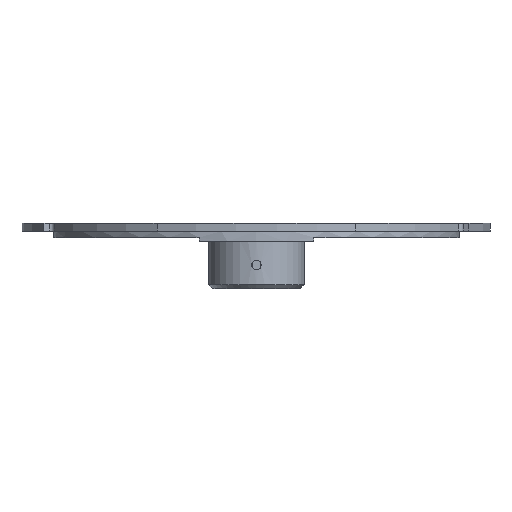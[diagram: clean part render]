
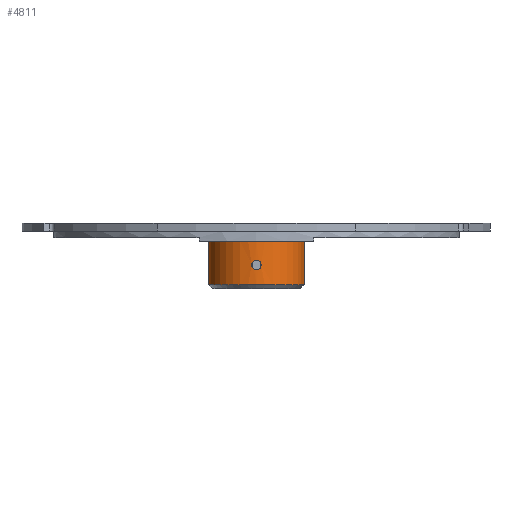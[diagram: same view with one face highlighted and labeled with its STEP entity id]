
A CAD part, front view. The second image highlights one B-rep face of the part: STEP entity #4811.
In plain terms, the highlighted cylindrical face has radius 12.5 mm (diameter 25 mm), a partial arc.
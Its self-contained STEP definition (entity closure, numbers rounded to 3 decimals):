
#61 = DIRECTION ( 'NONE',  ( 0., 0., 1. ) ) ;
#65 = VERTEX_POINT ( 'NONE', #4035 ) ;
#148 = CYLINDRICAL_SURFACE ( 'NONE', #1451, 12.5 ) ;
#162 = CIRCLE ( 'NONE', #2562, 12.5 ) ;
#200 = DIRECTION ( 'NONE',  ( 0., 0., 1. ) ) ;
#253 = DIRECTION ( 'NONE',  ( 0., 0., 1. ) ) ;
#292 = CARTESIAN_POINT ( 'NONE',  ( 0.328, -12.497, -4.933 ) ) ;
#310 = CARTESIAN_POINT ( 'NONE',  ( -0.403, -12.494, -4.964 ) ) ;
#609 = DIRECTION ( 'NONE',  ( 0., 0., -1. ) ) ;
#616 = VERTEX_POINT ( 'NONE', #4132 ) ;
#693 = CARTESIAN_POINT ( 'NONE',  ( 1.25, -12.437, -6.314 ) ) ;
#777 = CARTESIAN_POINT ( 'NONE',  ( -0.164, -12.499, -4.908 ) ) ;
#813 = CARTESIAN_POINT ( 'NONE',  ( 0., -12.5, -7.4 ) ) ;
#1006 = AXIS2_PLACEMENT_3D ( 'NONE', #2693, #200, #3925 ) ;
#1036 = EDGE_CURVE ( 'NONE', #4085, #616, #5177, .T. ) ;
#1103 = B_SPLINE_CURVE_WITH_KNOTS ( 'NONE', 3,
 ( #4036, #2791, #4055, #4796, #2323, #3571, #4389, #1912, #2337, #5236, #4447, #1109, #1544, #2376, #5279, #310, #3198, #777, #5316, #4896 ),
 .UNSPECIFIED., .F., .F.,
 ( 4, 2, 2, 2, 2, 2, 2, 2, 2, 4 ),
 ( 0., 0., 0.001, 0.001, 0.002, 0.002, 0.003, 0.003, 0.004, 0.004 ),
 .UNSPECIFIED. ) ;
#1109 = CARTESIAN_POINT ( 'NONE',  ( -1.092, -12.452, -5.521 ) ) ;
#1451 = AXIS2_PLACEMENT_3D ( 'NONE', #2138, #61, #3744 ) ;
#1471 = DIRECTION ( 'NONE',  ( 0., 0., 1. ) ) ;
#1523 = CARTESIAN_POINT ( 'NONE',  ( 1.092, -12.452, -6.779 ) ) ;
#1544 = CARTESIAN_POINT ( 'NONE',  ( -1.001, -12.46, -5.383 ) ) ;
#1575 = FACE_OUTER_BOUND ( 'NONE', #4021, .T. ) ;
#1607 = CIRCLE ( 'NONE', #1006, 12.5 ) ;
#1666 = EDGE_CURVE ( 'NONE', #3087, #2383, #1103, .T. ) ;
#1764 = ORIENTED_EDGE ( 'NONE', *, *, #1889, .T. ) ;
#1838 = LINE ( 'NONE', #3142, #5028 ) ;
#1889 = EDGE_CURVE ( 'NONE', #4085, #65, #1607, .T. ) ;
#1912 = CARTESIAN_POINT ( 'NONE',  ( -1.217, -12.441, -6.478 ) ) ;
#1946 = CARTESIAN_POINT ( 'NONE',  ( 1.217, -12.441, -5.822 ) ) ;
#2138 = CARTESIAN_POINT ( 'NONE',  ( 0., 0., -12.3 ) ) ;
#2323 = CARTESIAN_POINT ( 'NONE',  ( -0.769, -12.477, -7.149 ) ) ;
#2336 = CARTESIAN_POINT ( 'NONE',  ( 0.768, -12.477, -5.15 ) ) ;
#2337 = CARTESIAN_POINT ( 'NONE',  ( -1.25, -12.437, -6.314 ) ) ;
#2374 = CARTESIAN_POINT ( 'NONE',  ( 1.25, -12.437, -5.984 ) ) ;
#2376 = CARTESIAN_POINT ( 'NONE',  ( -0.767, -12.477, -5.15 ) ) ;
#2383 = VERTEX_POINT ( 'NONE', #5217 ) ;
#2393 = CARTESIAN_POINT ( 'NONE',  ( 0.63, -12.485, -7.242 ) ) ;
#2411 = CARTESIAN_POINT ( 'NONE',  ( 0., -12.5, -7.4 ) ) ;
#2562 = AXIS2_PLACEMENT_3D ( 'NONE', #3468, #609, #2710 ) ;
#2693 = CARTESIAN_POINT ( 'NONE',  ( 0., 0., -11.3 ) ) ;
#2710 = DIRECTION ( 'NONE',  ( 1., 0., 0. ) ) ;
#2773 = CARTESIAN_POINT ( 'NONE',  ( 1.092, -12.452, -5.519 ) ) ;
#2791 = CARTESIAN_POINT ( 'NONE',  ( -0.165, -12.5, -7.4 ) ) ;
#2856 = EDGE_CURVE ( 'NONE', #3570, #616, #162, .T. ) ;
#2908 = EDGE_CURVE ( 'NONE', #65, #3570, #1838, .T. ) ;
#3087 = VERTEX_POINT ( 'NONE', #813 ) ;
#3142 = CARTESIAN_POINT ( 'NONE',  ( 12.5, 0., -12.3 ) ) ;
#3147 = ORIENTED_EDGE ( 'NONE', *, *, #4607, .T. ) ;
#3198 = CARTESIAN_POINT ( 'NONE',  ( -0.325, -12.496, -4.94 ) ) ;
#3263 = ORIENTED_EDGE ( 'NONE', *, *, #2856, .T. ) ;
#3432 = CARTESIAN_POINT ( 'NONE',  ( -12.5, 0., -11.3 ) ) ;
#3460 = EDGE_LOOP ( 'NONE', ( #3996, #3147 ) ) ;
#3468 = CARTESIAN_POINT ( 'NONE',  ( 0., 0., 0. ) ) ;
#3570 = VERTEX_POINT ( 'NONE', #3990 ) ;
#3571 = CARTESIAN_POINT ( 'NONE',  ( -0.999, -12.461, -6.918 ) ) ;
#3619 = CARTESIAN_POINT ( 'NONE',  ( 0.329, -12.497, -7.367 ) ) ;
#3629 = ORIENTED_EDGE ( 'NONE', *, *, #2908, .T. ) ;
#3744 = DIRECTION ( 'NONE',  ( 1., 0., 0. ) ) ;
#3925 = DIRECTION ( 'NONE',  ( -1., 0., 0. ) ) ;
#3990 = CARTESIAN_POINT ( 'NONE',  ( 12.5, 0., 0. ) ) ;
#3993 = CARTESIAN_POINT ( 'NONE',  ( 1.218, -12.441, -6.476 ) ) ;
#3996 = ORIENTED_EDGE ( 'NONE', *, *, #1666, .T. ) ;
#4021 = EDGE_LOOP ( 'NONE', ( #4023, #1764, #3629, #3263 ) ) ;
#4023 = ORIENTED_EDGE ( 'NONE', *, *, #1036, .F. ) ;
#4035 = CARTESIAN_POINT ( 'NONE',  ( 12.5, 0., -11.3 ) ) ;
#4036 = CARTESIAN_POINT ( 'NONE',  ( 0., -12.5, -7.4 ) ) ;
#4052 = CARTESIAN_POINT ( 'NONE',  ( 0.165, -12.5, -7.4 ) ) ;
#4055 = CARTESIAN_POINT ( 'NONE',  ( -0.327, -12.497, -7.367 ) ) ;
#4085 = VERTEX_POINT ( 'NONE', #3432 ) ;
#4132 = CARTESIAN_POINT ( 'NONE',  ( -12.5, 0., 0. ) ) ;
#4378 = CARTESIAN_POINT ( 'NONE',  ( -12.5, 0., -12.3 ) ) ;
#4384 = B_SPLINE_CURVE_WITH_KNOTS ( 'NONE', 3,
 ( #4426, #4834, #292, #4871, #2336, #4480, #2773, #1946, #2374, #693, #3993, #1523, #4462, #5234, #2393, #3619, #4052, #2411 ),
 .UNSPECIFIED., .F., .F.,
 ( 4, 2, 2, 2, 2, 2, 2, 2, 4 ),
 ( 0.004, 0.004, 0.005, 0.005, 0.006, 0.006, 0.007, 0.007, 0.008 ),
 .UNSPECIFIED. ) ;
#4389 = CARTESIAN_POINT ( 'NONE',  ( -1.092, -12.452, -6.779 ) ) ;
#4426 = CARTESIAN_POINT ( 'NONE',  ( 0., -12.5, -4.9 ) ) ;
#4447 = CARTESIAN_POINT ( 'NONE',  ( -1.218, -12.441, -5.823 ) ) ;
#4462 = CARTESIAN_POINT ( 'NONE',  ( 1., -12.46, -6.918 ) ) ;
#4480 = CARTESIAN_POINT ( 'NONE',  ( 0.999, -12.461, -5.381 ) ) ;
#4607 = EDGE_CURVE ( 'NONE', #2383, #3087, #4384, .T. ) ;
#4796 = CARTESIAN_POINT ( 'NONE',  ( -0.63, -12.485, -7.242 ) ) ;
#4811 = ADVANCED_FACE ( 'NONE', ( #1575, #5128 ), #148, .T. ) ;
#4834 = CARTESIAN_POINT ( 'NONE',  ( 0.163, -12.5, -4.9 ) ) ;
#4857 = VECTOR ( 'NONE', #1471, 1000. ) ;
#4871 = CARTESIAN_POINT ( 'NONE',  ( 0.629, -12.485, -5.057 ) ) ;
#4896 = CARTESIAN_POINT ( 'NONE',  ( 0., -12.5, -4.9 ) ) ;
#5028 = VECTOR ( 'NONE', #253, 1000. ) ;
#5128 = FACE_BOUND ( 'NONE', #3460, .T. ) ;
#5177 = LINE ( 'NONE', #4378, #4857 ) ;
#5217 = CARTESIAN_POINT ( 'NONE',  ( 0., -12.5, -4.9 ) ) ;
#5234 = CARTESIAN_POINT ( 'NONE',  ( 0.769, -12.477, -7.149 ) ) ;
#5236 = CARTESIAN_POINT ( 'NONE',  ( -1.25, -12.437, -5.987 ) ) ;
#5279 = CARTESIAN_POINT ( 'NONE',  ( -0.63, -12.485, -5.058 ) ) ;
#5316 = CARTESIAN_POINT ( 'NONE',  ( -0.082, -12.5, -4.9 ) ) ;
